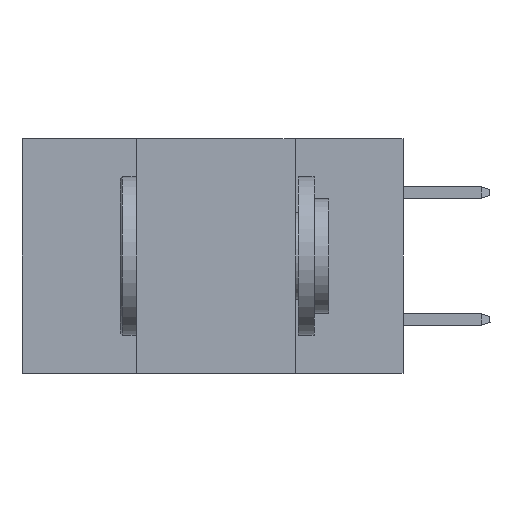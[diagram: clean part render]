
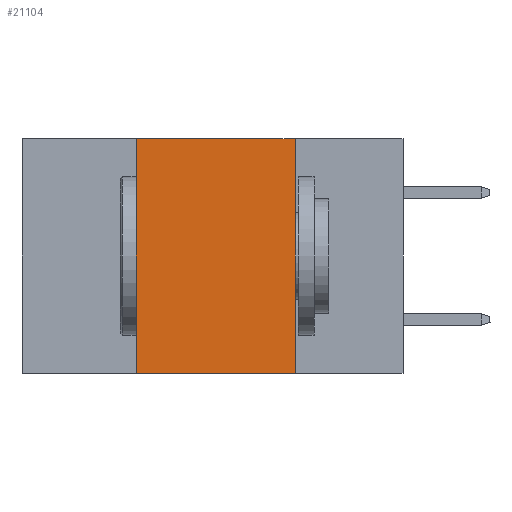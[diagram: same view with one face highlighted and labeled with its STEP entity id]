
A CAD part, left-side view. The second image highlights one B-rep face of the part: STEP entity #21104.
In plain terms, the highlighted planar face has unit normal (-1, 0, 0).
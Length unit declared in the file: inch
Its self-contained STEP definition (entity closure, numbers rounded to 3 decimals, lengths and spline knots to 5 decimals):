
#189 = CARTESIAN_POINT ( 'NONE',  ( 0., 0.17, -0.37 ) ) ;
#730 = CARTESIAN_POINT ( 'NONE',  ( 0., 0.42, 0. ) ) ;
#1883 = AXIS2_PLACEMENT_3D ( 'NONE', #8933, #23804, #18300 ) ;
#2395 = DIRECTION ( 'NONE',  ( 0., -1., 0. ) ) ;
#3814 = LINE ( 'NONE', #30421, #7652 ) ;
#4898 = VERTEX_POINT ( 'NONE', #16269 ) ;
#5626 = DIRECTION ( 'NONE',  ( 0., 0., 1. ) ) ;
#6095 = ORIENTED_EDGE ( 'NONE', *, *, #12278, .T. ) ;
#6655 = ORIENTED_EDGE ( 'NONE', *, *, #20499, .F. ) ;
#6665 = EDGE_CURVE ( 'NONE', #15762, #31141, #3814, .T. ) ;
#7652 = VECTOR ( 'NONE', #10771, 39.37008 ) ;
#8358 = CARTESIAN_POINT ( 'NONE',  ( 0., 0.6, 0. ) ) ;
#8449 = PLANE ( 'NONE',  #1883 ) ;
#8933 = CARTESIAN_POINT ( 'NONE',  ( 0., 0.6, 0. ) ) ;
#9043 = EDGE_CURVE ( 'NONE', #29329, #15762, #20477, .T. ) ;
#9975 = LINE ( 'NONE', #24816, #15499 ) ;
#10771 = DIRECTION ( 'NONE',  ( 0., 0., -1. ) ) ;
#12278 = EDGE_CURVE ( 'NONE', #4898, #31141, #9975, .T. ) ;
#13013 = ORIENTED_EDGE ( 'NONE', *, *, #9043, .F. ) ;
#15499 = VECTOR ( 'NONE', #2395, 39.37008 ) ;
#15762 = VERTEX_POINT ( 'NONE', #28915 ) ;
#16269 = CARTESIAN_POINT ( 'NONE',  ( 0., 0.42, -0.37 ) ) ;
#16773 = EDGE_LOOP ( 'NONE', ( #21612, #13013, #6655, #6095 ) ) ;
#17461 = CARTESIAN_POINT ( 'NONE',  ( 0., 0.42, 0. ) ) ;
#18300 = DIRECTION ( 'NONE',  ( 0., 0., -1. ) ) ;
#20477 = LINE ( 'NONE', #8358, #31164 ) ;
#20499 = EDGE_CURVE ( 'NONE', #4898, #29329, #29966, .T. ) ;
#21104 = ADVANCED_FACE ( 'NONE', ( #26224 ), #8449, .F. ) ;
#21612 = ORIENTED_EDGE ( 'NONE', *, *, #6665, .F. ) ;
#22470 = VECTOR ( 'NONE', #5626, 39.37008 ) ;
#23804 = DIRECTION ( 'NONE',  ( 1., 0., 0. ) ) ;
#24816 = CARTESIAN_POINT ( 'NONE',  ( 0., 0.6, -0.37 ) ) ;
#26224 = FACE_OUTER_BOUND ( 'NONE', #16773, .T. ) ;
#28051 = DIRECTION ( 'NONE',  ( 0., -1., 0. ) ) ;
#28915 = CARTESIAN_POINT ( 'NONE',  ( 0., 0.17, 0. ) ) ;
#29329 = VERTEX_POINT ( 'NONE', #17461 ) ;
#29966 = LINE ( 'NONE', #730, #22470 ) ;
#30421 = CARTESIAN_POINT ( 'NONE',  ( 0., 0.17, 0. ) ) ;
#31141 = VERTEX_POINT ( 'NONE', #189 ) ;
#31164 = VECTOR ( 'NONE', #28051, 39.37008 ) ;
